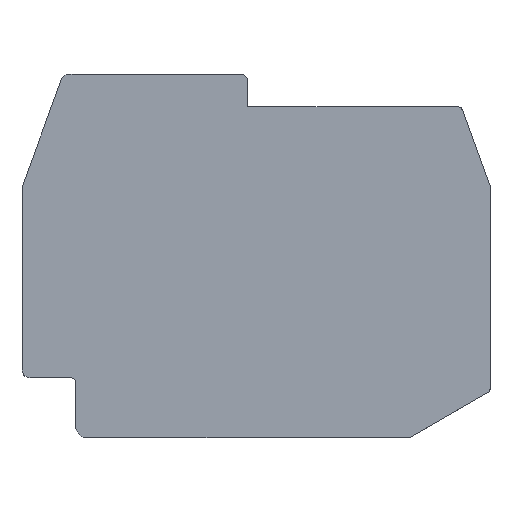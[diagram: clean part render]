
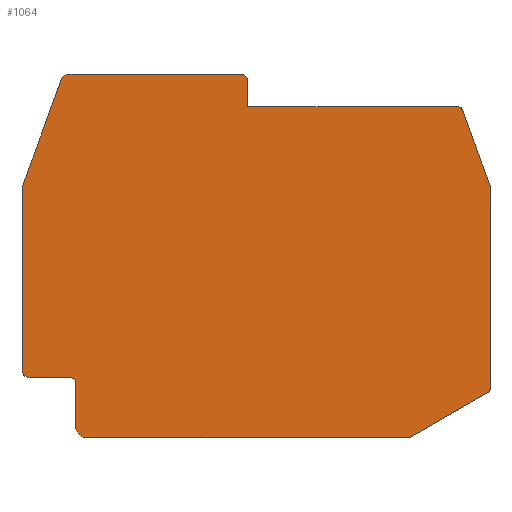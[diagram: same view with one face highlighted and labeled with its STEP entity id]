
A CAD part, top view. The second image highlights one B-rep face of the part: STEP entity #1064.
In plain terms, the highlighted planar face has unit normal (0, 0, 1).
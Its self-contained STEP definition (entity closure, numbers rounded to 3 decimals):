
#266=DIRECTION('',(1.,0.,0.));
#267=VECTOR('',#266,21.277);
#268=CARTESIAN_POINT('',(-15.277,44.5,1.5));
#269=LINE('',#268,#267);
#287=DIRECTION('',(0.,-1.,0.));
#288=VECTOR('',#287,3.5);
#289=CARTESIAN_POINT('',(6.5,44.,1.5));
#290=LINE('',#289,#288);
#371=DIRECTION('',(0.,1.,0.));
#372=VECTOR('',#371,5.3);
#373=CARTESIAN_POINT('',(-14.5,1.7,1.5));
#374=LINE('',#373,#372);
#392=DIRECTION('',(-1.,0.,0.));
#393=VECTOR('',#392,5.);
#394=CARTESIAN_POINT('',(-15.,7.5,1.5));
#395=LINE('',#394,#393);
#420=DIRECTION('',(0.,1.,0.));
#421=VECTOR('',#420,22.2);
#422=CARTESIAN_POINT('',(-21.,8.5,1.5));
#423=LINE('',#422,#421);
#441=DIRECTION('',(-0.707,0.707,0.));
#442=VECTOR('',#441,0.707);
#443=CARTESIAN_POINT('',(6.5,44.,1.5));
#444=LINE('',#443,#442);
#448=DIRECTION('',(-1.,0.,0.));
#449=VECTOR('',#448,25.656);
#450=CARTESIAN_POINT('',(32.156,40.5,1.5));
#451=LINE('',#450,#449);
#455=CARTESIAN_POINT('',(32.156,40.,1.5));
#456=DIRECTION('',(0.,0.,1.));
#457=DIRECTION('',(0.94,0.342,0.));
#458=AXIS2_PLACEMENT_3D('',#455,#456,#457);
#463=DIRECTION('',(-0.342,0.94,0.));
#464=VECTOR('',#463,9.866);
#465=CARTESIAN_POINT('',(36.,30.9,1.5));
#466=LINE('',#465,#464);
#470=DIRECTION('',(0.,1.,0.));
#471=VECTOR('',#470,24.753);
#472=CARTESIAN_POINT('',(36.,6.147,1.5));
#473=LINE('',#472,#471);
#477=CARTESIAN_POINT('',(35.5,6.147,1.5));
#478=DIRECTION('',(0.,0.,1.));
#479=DIRECTION('',(0.5,-0.866,0.));
#480=AXIS2_PLACEMENT_3D('',#477,#478,#479);
#485=DIRECTION('',(0.866,0.5,0.));
#486=VECTOR('',#485,11.027);
#487=CARTESIAN_POINT('',(26.2,0.2,1.5));
#488=LINE('',#487,#486);
#492=DIRECTION('',(1.,0.,0.));
#493=VECTOR('',#492,39.2);
#494=CARTESIAN_POINT('',(-13.,0.2,1.5));
#495=LINE('',#494,#493);
#499=CARTESIAN_POINT('',(-13.,1.7,1.5));
#500=DIRECTION('',(0.,0.,1.));
#501=DIRECTION('',(-1.,0.,0.));
#502=AXIS2_PLACEMENT_3D('',#499,#500,#501);
#507=CARTESIAN_POINT('',(-15.,7.,1.5));
#508=DIRECTION('',(0.,0.,-1.));
#509=DIRECTION('',(0.,1.,0.));
#510=AXIS2_PLACEMENT_3D('',#507,#508,#509);
#515=CARTESIAN_POINT('',(-20.,8.5,1.5));
#516=DIRECTION('',(0.,0.,1.));
#517=DIRECTION('',(-1.,0.,0.));
#518=AXIS2_PLACEMENT_3D('',#515,#516,#517);
#523=DIRECTION('',(-0.342,-0.94,0.));
#524=VECTOR('',#523,13.985);
#525=CARTESIAN_POINT('',(-16.217,43.842,1.5));
#526=LINE('',#525,#524);
#530=CARTESIAN_POINT('',(-15.277,43.5,1.5));
#531=DIRECTION('',(0.,0.,1.));
#532=DIRECTION('',(0.,1.,0.));
#533=AXIS2_PLACEMENT_3D('',#530,#531,#532);
#574=CARTESIAN_POINT('',(6.5,44.,1.5));
#575=CARTESIAN_POINT('',(6.,44.5,1.5));
#576=VERTEX_POINT('',#574);
#577=VERTEX_POINT('',#575);
#578=CARTESIAN_POINT('',(6.5,40.5,1.5));
#579=VERTEX_POINT('',#578);
#580=CARTESIAN_POINT('',(32.156,40.5,1.5));
#581=VERTEX_POINT('',#580);
#582=CARTESIAN_POINT('',(32.626,40.171,1.5));
#583=VERTEX_POINT('',#582);
#584=CARTESIAN_POINT('',(36.,30.9,1.5));
#585=VERTEX_POINT('',#584);
#586=CARTESIAN_POINT('',(36.,6.147,1.5));
#587=VERTEX_POINT('',#586);
#588=CARTESIAN_POINT('',(35.75,5.714,1.5));
#589=VERTEX_POINT('',#588);
#590=CARTESIAN_POINT('',(26.2,0.2,1.5));
#591=VERTEX_POINT('',#590);
#592=CARTESIAN_POINT('',(-13.,0.2,1.5));
#593=VERTEX_POINT('',#592);
#594=CARTESIAN_POINT('',(-14.5,1.7,1.5));
#595=VERTEX_POINT('',#594);
#596=CARTESIAN_POINT('',(-14.5,7.,1.5));
#597=VERTEX_POINT('',#596);
#598=CARTESIAN_POINT('',(-15.,7.5,1.5));
#599=VERTEX_POINT('',#598);
#600=CARTESIAN_POINT('',(-20.,7.5,1.5));
#601=VERTEX_POINT('',#600);
#602=CARTESIAN_POINT('',(-21.,8.5,1.5));
#603=VERTEX_POINT('',#602);
#604=CARTESIAN_POINT('',(-21.,30.7,1.5));
#605=VERTEX_POINT('',#604);
#606=CARTESIAN_POINT('',(-16.217,43.842,1.5));
#607=VERTEX_POINT('',#606);
#608=CARTESIAN_POINT('',(-15.277,44.5,1.5));
#609=VERTEX_POINT('',#608);
#1039=CARTESIAN_POINT('',(0.,0.,1.5));
#1040=DIRECTION('',(0.,0.,1.));
#1041=DIRECTION('',(1.,0.,0.));
#1042=AXIS2_PLACEMENT_3D('',#1039,#1040,#1041);
#1043=PLANE('',#1042);
#1044=ORIENTED_EDGE('',*,*,#669,.T.);
#1045=ORIENTED_EDGE('',*,*,#691,.F.);
#1046=ORIENTED_EDGE('',*,*,#712,.T.);
#1047=ORIENTED_EDGE('',*,*,#732,.F.);
#1048=ORIENTED_EDGE('',*,*,#755,.F.);
#1049=ORIENTED_EDGE('',*,*,#775,.F.);
#1050=ORIENTED_EDGE('',*,*,#795,.F.);
#1051=ORIENTED_EDGE('',*,*,#818,.F.);
#1052=ORIENTED_EDGE('',*,*,#838,.F.);
#1053=ORIENTED_EDGE('',*,*,#859,.F.);
#1054=ORIENTED_EDGE('',*,*,#880,.F.);
#1055=ORIENTED_EDGE('',*,*,#901,.T.);
#1056=ORIENTED_EDGE('',*,*,#922,.F.);
#1057=ORIENTED_EDGE('',*,*,#942,.T.);
#1058=ORIENTED_EDGE('',*,*,#965,.F.);
#1059=ORIENTED_EDGE('',*,*,#985,.T.);
#1060=ORIENTED_EDGE('',*,*,#1005,.F.);
#1061=ORIENTED_EDGE('',*,*,#1027,.F.);
#1062=EDGE_LOOP('',(#1044,#1045,#1046,#1047,#1048,#1049,#1050,#1051,#1052,#1053,
#1054,#1055,#1056,#1057,#1058,#1059,#1060,#1061));
#1063=FACE_OUTER_BOUND('',#1062,.F.);
#459=CIRCLE('',#458,0.5);
#481=CIRCLE('',#480,0.5);
#503=CIRCLE('',#502,1.5);
#511=CIRCLE('',#510,0.5);
#519=CIRCLE('',#518,1.);
#534=CIRCLE('',#533,1.);
#669=EDGE_CURVE('',#609,#577,#269,.T.);
#691=EDGE_CURVE('',#576,#577,#444,.T.);
#712=EDGE_CURVE('',#576,#579,#290,.T.);
#732=EDGE_CURVE('',#581,#579,#451,.T.);
#755=EDGE_CURVE('',#583,#581,#459,.T.);
#775=EDGE_CURVE('',#585,#583,#466,.T.);
#795=EDGE_CURVE('',#587,#585,#473,.T.);
#818=EDGE_CURVE('',#589,#587,#481,.T.);
#838=EDGE_CURVE('',#591,#589,#488,.T.);
#859=EDGE_CURVE('',#593,#591,#495,.T.);
#880=EDGE_CURVE('',#595,#593,#503,.T.);
#901=EDGE_CURVE('',#595,#597,#374,.T.);
#922=EDGE_CURVE('',#599,#597,#511,.T.);
#942=EDGE_CURVE('',#599,#601,#395,.T.);
#965=EDGE_CURVE('',#603,#601,#519,.T.);
#985=EDGE_CURVE('',#603,#605,#423,.T.);
#1005=EDGE_CURVE('',#607,#605,#526,.T.);
#1027=EDGE_CURVE('',#609,#607,#534,.T.);
#1064=ADVANCED_FACE('',(#1063),#1043,.T.);
